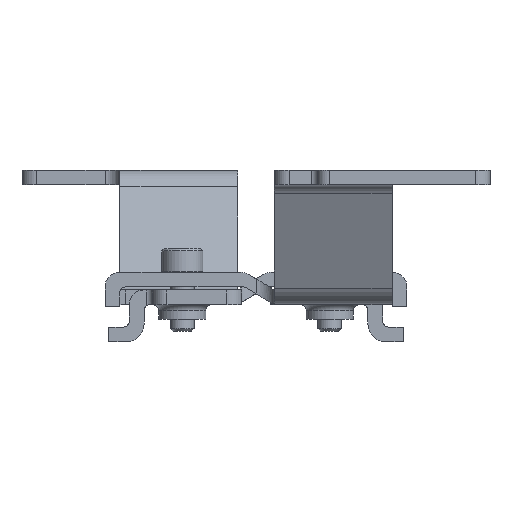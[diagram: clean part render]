
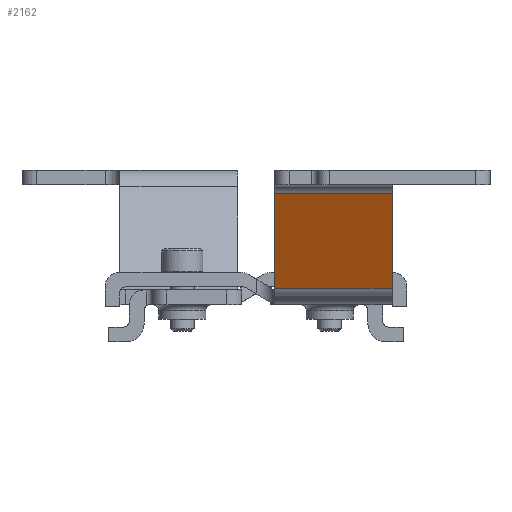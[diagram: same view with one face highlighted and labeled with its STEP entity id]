
A CAD part, front view. The second image highlights one B-rep face of the part: STEP entity #2162.
In plain terms, the highlighted planar face has unit normal (0, -0.897, -0.442).
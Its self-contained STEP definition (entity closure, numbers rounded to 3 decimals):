
#386=ORIENTED_EDGE('',*,*,#1004,.F.);
#387=ORIENTED_EDGE('',*,*,#1005,.T.);
#388=ORIENTED_EDGE('',*,*,#1003,.T.);
#389=ORIENTED_EDGE('',*,*,#1006,.T.);
#1003=EDGE_CURVE('',#1304,#1305,#1472,.T.);
#1004=EDGE_CURVE('',#1306,#1307,#1473,.T.);
#1005=EDGE_CURVE('',#1306,#1304,#1474,.T.);
#1006=EDGE_CURVE('',#1305,#1307,#1475,.T.);
#1304=VERTEX_POINT('',#3520);
#1305=VERTEX_POINT('',#3522);
#1306=VERTEX_POINT('',#3526);
#1307=VERTEX_POINT('',#3527);
#1472=LINE('',#3523,#1670);
#1473=LINE('',#3525,#1671);
#1474=LINE('',#3528,#1672);
#1475=LINE('',#3529,#1673);
#1670=VECTOR('',#2776,1000.);
#1671=VECTOR('',#2779,1000.);
#1672=VECTOR('',#2780,1000.);
#1673=VECTOR('',#2781,1000.);
#1804=EDGE_LOOP('',(#386,#387,#388,#389));
#1951=FACE_BOUND('',#1804,.T.);
#2085=PLANE('',#2371);
#2162=ADVANCED_FACE('',(#1951),#2085,.F.);
#2371=AXIS2_PLACEMENT_3D('',#3524,#2777,#2778);
#2776=DIRECTION('',(-1.,0.,0.));
#2777=DIRECTION('',(0.,0.897,0.442));
#2778=DIRECTION('',(0.,-0.442,0.897));
#2779=DIRECTION('',(-1.,0.,0.));
#2780=DIRECTION('',(0.,-0.442,0.897));
#2781=DIRECTION('',(0.,0.442,-0.897));
#3520=CARTESIAN_POINT('',(20.,26.31,-3.895));
#3522=CARTESIAN_POINT('',(0.,26.31,-3.895));
#3523=CARTESIAN_POINT('',(36.6,26.31,-3.895));
#3524=CARTESIAN_POINT('',(36.6,26.31,-3.895));
#3525=CARTESIAN_POINT('',(36.6,34.248,-20.01));
#3526=CARTESIAN_POINT('',(20.,34.248,-20.01));
#3527=CARTESIAN_POINT('',(0.,34.248,-20.01));
#3528=CARTESIAN_POINT('',(20.,26.31,-3.895));
#3529=CARTESIAN_POINT('',(0.,26.31,-3.895));
